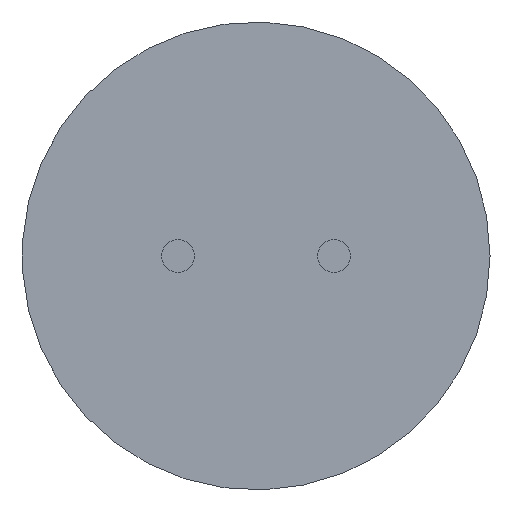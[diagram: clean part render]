
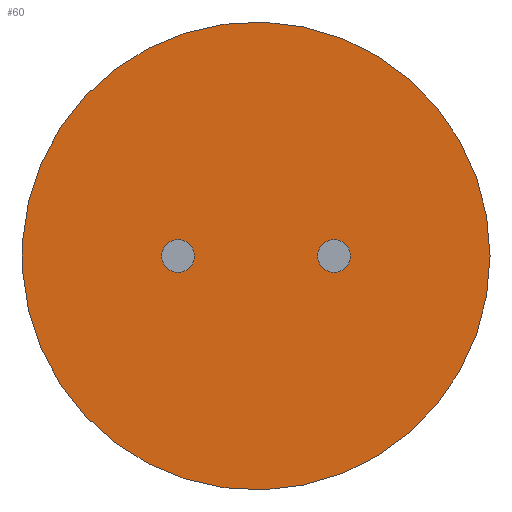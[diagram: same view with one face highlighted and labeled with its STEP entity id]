
A CAD part, front view. The second image highlights one B-rep face of the part: STEP entity #60.
In plain terms, the highlighted planar face has unit normal (0, -1, 0).
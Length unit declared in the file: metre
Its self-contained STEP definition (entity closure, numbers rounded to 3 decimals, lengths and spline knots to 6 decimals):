
#60 = ADVANCED_FACE( '', ( #135 ), #136, .F. );
#135 = FACE_OUTER_BOUND( '', #230, .T. );
#136 = PLANE( '', #231 );
#230 = EDGE_LOOP( '', ( #312, #313, #314, #315 ) );
#231 = AXIS2_PLACEMENT_3D( '', #316, #317, #318 );
#312 = ORIENTED_EDGE( '', *, *, #487, .F. );
#313 = ORIENTED_EDGE( '', *, *, #488, .F. );
#314 = ORIENTED_EDGE( '', *, *, #489, .F. );
#315 = ORIENTED_EDGE( '', *, *, #490, .F. );
#316 = CARTESIAN_POINT( '', ( 0., 0., 0. ) );
#317 = DIRECTION( '', ( 0., 1., 0. ) );
#318 = DIRECTION( '', ( 0., 0., 1. ) );
#487 = EDGE_CURVE( '', #555, #556, #557, .T. );
#488 = EDGE_CURVE( '', #558, #555, #559, .T. );
#489 = EDGE_CURVE( '', #560, #558, #561, .T. );
#490 = EDGE_CURVE( '', #556, #560, #562, .T. );
#555 = VERTEX_POINT( '', #647 );
#556 = VERTEX_POINT( '', #648 );
#557 = CIRCLE( '', #649, 0.015 );
#558 = VERTEX_POINT( '', #650 );
#559 = LINE( '', #651, #652 );
#560 = VERTEX_POINT( '', #653 );
#561 = CIRCLE( '', #654, 0.01501 );
#562 = LINE( '', #655, #656 );
#647 = CARTESIAN_POINT( '', ( -0.014967, 0., 0.001 ) );
#648 = CARTESIAN_POINT( '', ( -0.014967, 0., -0.001 ) );
#649 = AXIS2_PLACEMENT_3D( '', #762, #763, #764 );
#650 = CARTESIAN_POINT( '', ( -0.014977, 0., 0.001001 ) );
#651 = CARTESIAN_POINT( '', ( -0.014977, 0., 0.001001 ) );
#652 = VECTOR( '', #765, 1. );
#653 = CARTESIAN_POINT( '', ( -0.014977, 0., -0.001001 ) );
#654 = AXIS2_PLACEMENT_3D( '', #766, #767, #768 );
#655 = CARTESIAN_POINT( '', ( -0.014967, 0., -0.001 ) );
#656 = VECTOR( '', #769, 1. );
#762 = CARTESIAN_POINT( '', ( 0., 0., 0. ) );
#763 = DIRECTION( '', ( 0., 1., 0. ) );
#764 = DIRECTION( '', ( 0., 0., 1. ) );
#765 = DIRECTION( '', ( 0.998, 0., -0.067 ) );
#766 = CARTESIAN_POINT( '', ( 0., 0., 0. ) );
#767 = DIRECTION( '', ( 0., 1., 0. ) );
#768 = DIRECTION( '', ( 0., 0., 1. ) );
#769 = DIRECTION( '', ( -0.998, 0., -0.067 ) );
